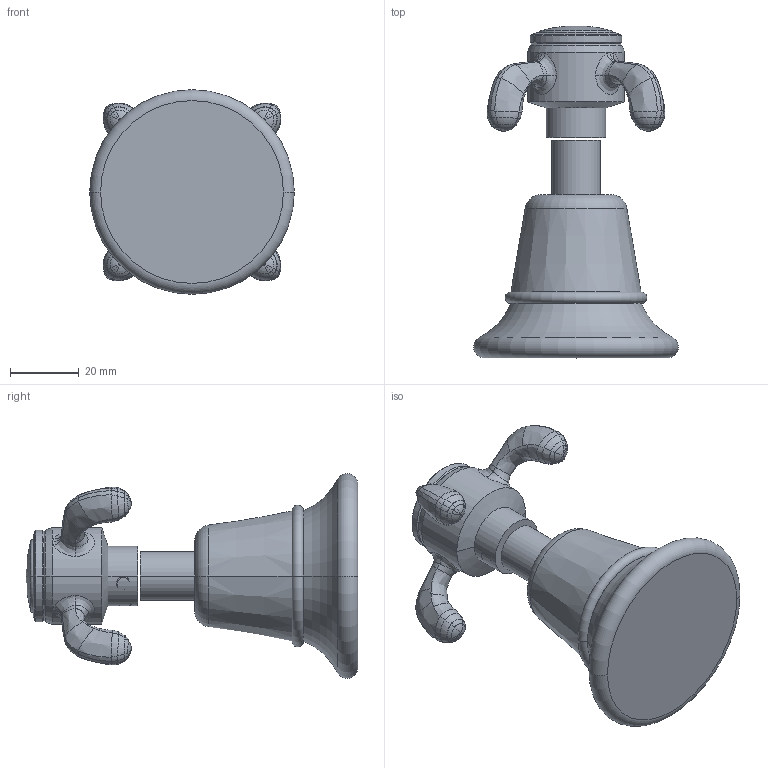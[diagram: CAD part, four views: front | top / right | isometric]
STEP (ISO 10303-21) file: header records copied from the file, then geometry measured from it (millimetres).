
FILE_DESCRIPTION((''),'2;1');
FILE_NAME('3-284B_WEB','2010-11-02T',('project'),(''),'PRO/ENGINEER BY PARAMETRIC TECHNOLOGY CORPORATION, 2009300','PRO/ENGINEER BY PARAMETRIC TECHNOLOGY CORPORATION, 2009300','');
FILE_SCHEMA(('CONFIG_CONTROL_DESIGN'));
Length unit declared in the file: inch
Products named in the file (1): 3-284B_WEB
Bounding box: 59.68 x 96.77 x 59.68 mm (x, y, z)
Surface area: 17948.7 mm2 (no closed solid volume)
Topology: 0 solids, 11 shells, 261 faces, 568 edges, 293 vertices
Faces by surface type: bspline 224, cone 12, torus 10, cylinder 8, plane 5, sphere 2
Entity records: 14026 total; most frequent: CARTESIAN_POINT 10155, ORIENTED_EDGE 1046, EDGE_CURVE 542, B_SPLINE_CURVE_WITH_KNOTS 444, VERTEX_POINT 293, EDGE_LOOP 261, FACE_OUTER_BOUND 261, ADVANCED_FACE 261
